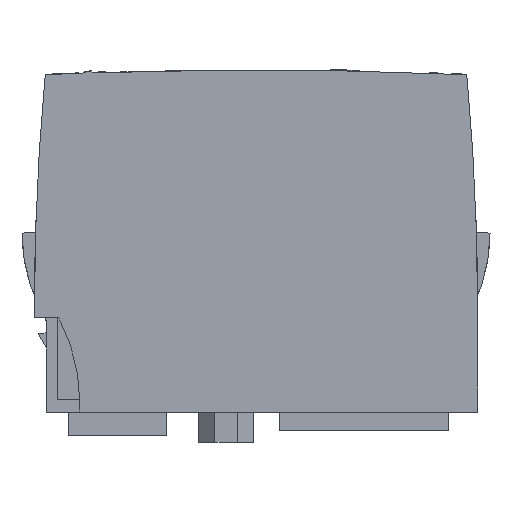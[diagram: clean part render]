
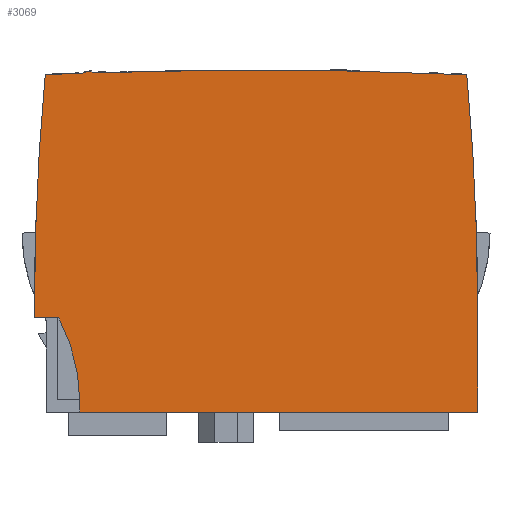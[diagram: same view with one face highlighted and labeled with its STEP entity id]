
A CAD part, left-side view. The second image highlights one B-rep face of the part: STEP entity #3069.
In plain terms, the highlighted planar face has unit normal (-1, 0, 0).
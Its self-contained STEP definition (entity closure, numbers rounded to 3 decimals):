
#997=CIRCLE('',#20909,28.3);
#1004=CIRCLE('',#20922,391.5);
#1006=CIRCLE('',#20925,750.);
#1008=CIRCLE('',#20928,2.3);
#1018=CIRCLE('',#20943,750.);
#1022=CIRCLE('',#20948,391.5);
#3069=ADVANCED_FACE('',(#5050),#4142,.T.);
#4142=PLANE('',#20952);
#5050=FACE_OUTER_BOUND('',#6104,.T.);
#6104=EDGE_LOOP('',(#8808,#8809,#8810,#8811,#8812,#8813,#8814,#8815,#8816,
#8817,#8818));
#8808=ORIENTED_EDGE('',*,*,#14613,.F.);
#8809=ORIENTED_EDGE('',*,*,#14667,.F.);
#8810=ORIENTED_EDGE('',*,*,#14661,.F.);
#8811=ORIENTED_EDGE('',*,*,#14642,.F.);
#8812=ORIENTED_EDGE('',*,*,#14639,.F.);
#8813=ORIENTED_EDGE('',*,*,#14636,.F.);
#8814=ORIENTED_EDGE('',*,*,#14630,.F.);
#8815=ORIENTED_EDGE('',*,*,#14627,.F.);
#8816=ORIENTED_EDGE('',*,*,#14606,.F.);
#8817=ORIENTED_EDGE('',*,*,#14603,.F.);
#8818=ORIENTED_EDGE('',*,*,#14524,.F.);
#12526=VERTEX_POINT('',#28252);
#12527=VERTEX_POINT('',#28254);
#12598=VERTEX_POINT('',#28413);
#12600=VERTEX_POINT('',#28419);
#12606=VERTEX_POINT('',#28432);
#12614=VERTEX_POINT('',#28455);
#12617=VERTEX_POINT('',#28465);
#12621=VERTEX_POINT('',#28476);
#12623=VERTEX_POINT('',#28482);
#12625=VERTEX_POINT('',#28488);
#12643=VERTEX_POINT('',#28526);
#14524=EDGE_CURVE('',#12526,#12527,#17043,.T.);
#14603=EDGE_CURVE('',#12527,#12598,#17108,.T.);
#14606=EDGE_CURVE('',#12598,#12600,#997,.T.);
#14613=EDGE_CURVE('',#12606,#12526,#17116,.T.);
#14627=EDGE_CURVE('',#12600,#12614,#17126,.T.);
#14630=EDGE_CURVE('',#12614,#12617,#17129,.T.);
#14636=EDGE_CURVE('',#12617,#12621,#1004,.T.);
#14639=EDGE_CURVE('',#12621,#12623,#1006,.T.);
#14642=EDGE_CURVE('',#12623,#12625,#1008,.T.);
#14661=EDGE_CURVE('',#12625,#12643,#1018,.T.);
#14667=EDGE_CURVE('',#12643,#12606,#1022,.T.);
#17043=LINE('',#28253,#19136);
#17108=LINE('',#28412,#19201);
#17116=LINE('',#28433,#19209);
#17126=LINE('',#28458,#19219);
#17129=LINE('',#28464,#19222);
#19136=VECTOR('',#23311,1.);
#19201=VECTOR('',#23422,1.);
#19209=VECTOR('',#23438,1.);
#19219=VECTOR('',#23462,1.);
#19222=VECTOR('',#23467,1.);
#20909=AXIS2_PLACEMENT_3D('',#28418,#23428,#23429);
#20922=AXIS2_PLACEMENT_3D('',#28475,#23477,#23478);
#20925=AXIS2_PLACEMENT_3D('',#28481,#23484,#23485);
#20928=AXIS2_PLACEMENT_3D('',#28487,#23491,#23492);
#20943=AXIS2_PLACEMENT_3D('',#28525,#23526,#23527);
#20948=AXIS2_PLACEMENT_3D('',#28536,#23538,#23539);
#20952=AXIS2_PLACEMENT_3D('',#28540,#23546,#23547);
#23311=DIRECTION('',(0.,1.,0.));
#23422=DIRECTION('',(0.,0.,1.));
#23428=DIRECTION('',(-1.,0.,0.));
#23429=DIRECTION('',(0.,-0.884,0.467));
#23438=DIRECTION('',(0.,0.,-1.));
#23462=DIRECTION('',(0.,1.,0.));
#23467=DIRECTION('',(0.,0.,1.));
#23477=DIRECTION('',(1.,0.,0.));
#23478=DIRECTION('',(0.,1.,0.));
#23484=DIRECTION('',(1.,0.,0.));
#23485=DIRECTION('',(0.,0.043,0.999));
#23491=DIRECTION('',(1.,0.,0.));
#23492=DIRECTION('',(0.,0.431,0.902));
#23526=DIRECTION('',(1.,0.,0.));
#23527=DIRECTION('',(0.,0.034,0.999));
#23538=DIRECTION('',(1.,0.,0.));
#23539=DIRECTION('',(0.,-0.996,0.09));
#23546=DIRECTION('',(-1.,0.,0.));
#23547=DIRECTION('',(0.,0.,1.));
#28252=CARTESIAN_POINT('',(-10.,-32.,13.5));
#28253=CARTESIAN_POINT('',(-10.,-32.,13.5));
#28254=CARTESIAN_POINT('',(-10.,30.2,13.5));
#28412=CARTESIAN_POINT('',(-10.,30.2,13.5));
#28413=CARTESIAN_POINT('',(-10.,30.2,15.));
#28418=CARTESIAN_POINT('',(-10.,58.5,15.));
#28419=CARTESIAN_POINT('',(-10.,33.483,28.23));
#28432=CARTESIAN_POINT('',(-10.,-32.,30.));
#28433=CARTESIAN_POINT('',(-10.,-32.,30.));
#28455=CARTESIAN_POINT('',(-10.,37.3,28.23));
#28458=CARTESIAN_POINT('',(-10.,33.483,28.23));
#28464=CARTESIAN_POINT('',(-10.,37.3,28.23));
#28465=CARTESIAN_POINT('',(-10.,37.3,30.));
#28475=CARTESIAN_POINT('',(-10.,-354.2,30.));
#28476=CARTESIAN_POINT('',(-10.,35.616,66.275));
#28481=CARTESIAN_POINT('',(-10.,2.65,-683.));
#28482=CARTESIAN_POINT('',(-10.,29.828,66.507));
#28487=CARTESIAN_POINT('',(-10.,28.8,64.45));
#28488=CARTESIAN_POINT('',(-10.,27.918,66.574));
#28525=CARTESIAN_POINT('',(-10.,2.65,-683.));
#28526=CARTESIAN_POINT('',(-10.,-30.316,66.275));
#28536=CARTESIAN_POINT('',(-10.,359.5,30.));
#28540=CARTESIAN_POINT('',(-10.,58.5,15.));
